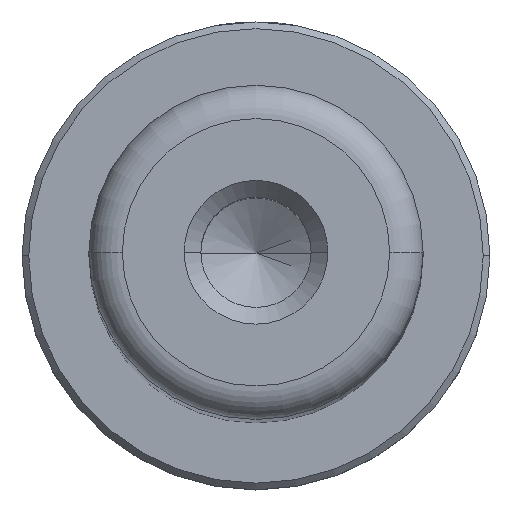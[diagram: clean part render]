
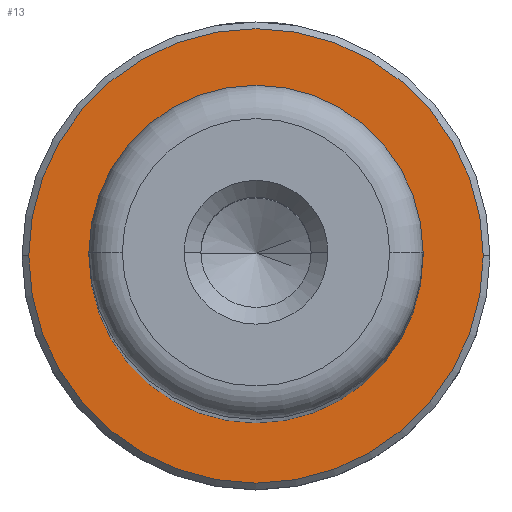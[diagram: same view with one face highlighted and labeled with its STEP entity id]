
A CAD part, top view. The second image highlights one B-rep face of the part: STEP entity #13.
In plain terms, the highlighted planar face has unit normal (0, 0, 1).
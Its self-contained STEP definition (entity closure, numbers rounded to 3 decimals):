
#13 = ADVANCED_FACE ( 'NONE', ( #433, #663 ), #1806, .T. ) ;
#17 = AXIS2_PLACEMENT_3D ( 'NONE', #1849, #1801, #1789 ) ;
#42 = EDGE_CURVE ( 'NONE', #240, #78, #662, .T. ) ;
#78 = VERTEX_POINT ( 'NONE', #1463 ) ;
#91 = DIRECTION ( 'NONE',  ( -1., 0., 0. ) ) ;
#97 = DIRECTION ( 'NONE',  ( 0., 0., -1. ) ) ;
#107 = CARTESIAN_POINT ( 'NONE',  ( 0., 0., 13. ) ) ;
#240 = VERTEX_POINT ( 'NONE', #986 ) ;
#257 = AXIS2_PLACEMENT_3D ( 'NONE', #664, #1752, #822 ) ;
#329 = AXIS2_PLACEMENT_3D ( 'NONE', #587, #1676, #745 ) ;
#398 = CARTESIAN_POINT ( 'NONE',  ( 4.5, 0., 13. ) ) ;
#428 = EDGE_LOOP ( 'NONE', ( #2002, #1827 ) ) ;
#433 = FACE_OUTER_BOUND ( 'NONE', #428, .T. ) ;
#467 = EDGE_LOOP ( 'NONE', ( #1071, #551 ) ) ;
#551 = ORIENTED_EDGE ( 'NONE', *, *, #832, .T. ) ;
#587 = CARTESIAN_POINT ( 'NONE',  ( 0., 0., 13. ) ) ;
#652 = CIRCLE ( 'NONE', #257, 4.5 ) ;
#662 = CIRCLE ( 'NONE', #1978, 6.8 ) ;
#663 = FACE_BOUND ( 'NONE', #467, .T. ) ;
#664 = CARTESIAN_POINT ( 'NONE',  ( 0., 0., 13. ) ) ;
#745 = DIRECTION ( 'NONE',  ( 1., 0., 0. ) ) ;
#822 = DIRECTION ( 'NONE',  ( -1., 0., 0. ) ) ;
#832 = EDGE_CURVE ( 'NONE', #1142, #1358, #1982, .T. ) ;
#876 = AXIS2_PLACEMENT_3D ( 'NONE', #107, #97, #91 ) ;
#986 = CARTESIAN_POINT ( 'NONE',  ( -6.8, 0., 13. ) ) ;
#1071 = ORIENTED_EDGE ( 'NONE', *, *, #1661, .T. ) ;
#1112 = CARTESIAN_POINT ( 'NONE',  ( -4.5, 0., 13. ) ) ;
#1142 = VERTEX_POINT ( 'NONE', #398 ) ;
#1358 = VERTEX_POINT ( 'NONE', #1112 ) ;
#1463 = CARTESIAN_POINT ( 'NONE',  ( 6.8, 0., 13. ) ) ;
#1661 = EDGE_CURVE ( 'NONE', #1358, #1142, #652, .T. ) ;
#1676 = DIRECTION ( 'NONE',  ( 0., 0., 1. ) ) ;
#1677 = DIRECTION ( 'NONE',  ( 1., 0., 0. ) ) ;
#1679 = CIRCLE ( 'NONE', #329, 6.8 ) ;
#1688 = DIRECTION ( 'NONE',  ( 0., 0., 1. ) ) ;
#1700 = CARTESIAN_POINT ( 'NONE',  ( 0., 0., 13. ) ) ;
#1752 = DIRECTION ( 'NONE',  ( 0., 0., -1. ) ) ;
#1789 = DIRECTION ( 'NONE',  ( 1., 0., 0. ) ) ;
#1801 = DIRECTION ( 'NONE',  ( 0., 0., 1. ) ) ;
#1806 = PLANE ( 'NONE',  #17 ) ;
#1827 = ORIENTED_EDGE ( 'NONE', *, *, #1926, .T. ) ;
#1849 = CARTESIAN_POINT ( 'NONE',  ( 0., 0., 13. ) ) ;
#1926 = EDGE_CURVE ( 'NONE', #78, #240, #1679, .T. ) ;
#1978 = AXIS2_PLACEMENT_3D ( 'NONE', #1700, #1688, #1677 ) ;
#1982 = CIRCLE ( 'NONE', #876, 4.5 ) ;
#2002 = ORIENTED_EDGE ( 'NONE', *, *, #42, .T. ) ;
